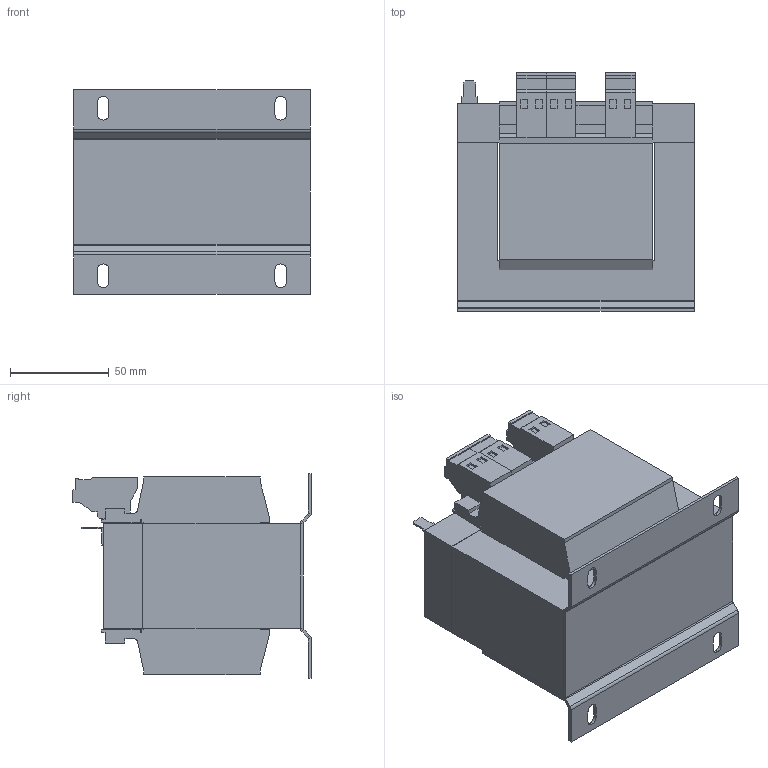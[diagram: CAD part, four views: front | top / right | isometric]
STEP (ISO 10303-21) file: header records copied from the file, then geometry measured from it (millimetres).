
FILE_DESCRIPTION (( 'STEP AP214' ), '1' );
FILE_NAME ('226986.STEP', '2023-08-15T13:44:50', ( '' ), ( '' ), 'SwSTEP 2.0', 'SolidWorks 2018', '' );
FILE_SCHEMA (( 'AUTOMOTIVE_DESIGN' ));
Length unit declared in the file: millimetre
Products named in the file (1): 226986
Bounding box: 120.05 x 121.05 x 104 mm (x, y, z)
Volume: 920799.3 mm3; surface area: 117385.8 mm2
Topology: 1 solids, 1 shells, 256 faces, 661 edges, 422 vertices
Faces by surface type: plane 222, cylinder 34
Entity records: 7675 total; most frequent: CARTESIAN_POINT 1340, ORIENTED_EDGE 1322, DIRECTION 1243, EDGE_CURVE 661, VECTOR 593, LINE 593, VERTEX_POINT 422, AXIS2_PLACEMENT_3D 325
